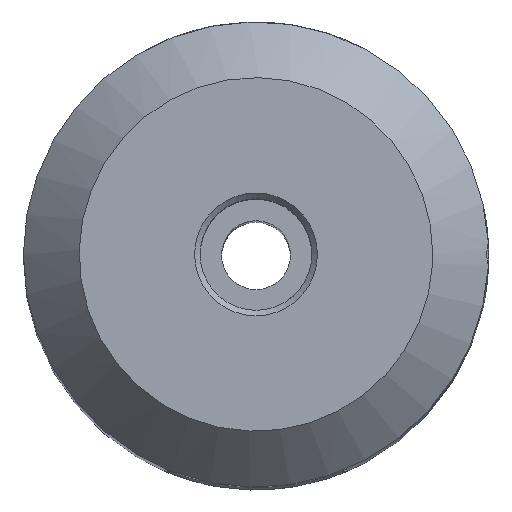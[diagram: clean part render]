
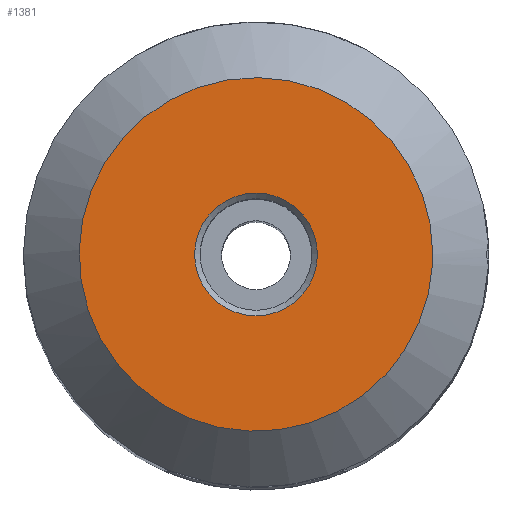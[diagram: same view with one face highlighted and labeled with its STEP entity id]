
A CAD part, top view. The second image highlights one B-rep face of the part: STEP entity #1381.
In plain terms, the highlighted planar face has unit normal (0, 0, 1).
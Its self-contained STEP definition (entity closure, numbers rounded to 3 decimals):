
#31 = AXIS2_PLACEMENT_3D ( 'NONE', #151, #894, #351 ) ;
#58 = EDGE_LOOP ( 'NONE', ( #1278 ) ) ;
#118 = DIRECTION ( 'NONE',  ( 0., 0., 1. ) ) ;
#151 = CARTESIAN_POINT ( 'NONE',  ( 0., 0., 95. ) ) ;
#288 = EDGE_CURVE ( 'NONE', #703, #703, #680, .T. ) ;
#351 = DIRECTION ( 'NONE',  ( 1., 0., 0. ) ) ;
#369 = CARTESIAN_POINT ( 'NONE',  ( 0., 0., 95. ) ) ;
#587 = CARTESIAN_POINT ( 'NONE',  ( 0., 0., 95. ) ) ;
#618 = CIRCLE ( 'NONE', #31, 3.3 ) ;
#680 = CIRCLE ( 'NONE', #886, 9.5 ) ;
#690 = PLANE ( 'NONE',  #1370 ) ;
#703 = VERTEX_POINT ( 'NONE', #830 ) ;
#830 = CARTESIAN_POINT ( 'NONE',  ( 9.5, 0., 95. ) ) ;
#856 = ORIENTED_EDGE ( 'NONE', *, *, #288, .T. ) ;
#873 = EDGE_CURVE ( 'NONE', #1268, #1268, #618, .T. ) ;
#876 = DIRECTION ( 'NONE',  ( 1., 0., 0. ) ) ;
#886 = AXIS2_PLACEMENT_3D ( 'NONE', #369, #118, #876 ) ;
#894 = DIRECTION ( 'NONE',  ( 0., 0., -1. ) ) ;
#906 = FACE_BOUND ( 'NONE', #58, .T. ) ;
#1026 = DIRECTION ( 'NONE',  ( 0., 0., 1. ) ) ;
#1041 = CARTESIAN_POINT ( 'NONE',  ( 3.3, 0., 95. ) ) ;
#1095 = EDGE_LOOP ( 'NONE', ( #856 ) ) ;
#1235 = FACE_OUTER_BOUND ( 'NONE', #1095, .T. ) ;
#1268 = VERTEX_POINT ( 'NONE', #1041 ) ;
#1278 = ORIENTED_EDGE ( 'NONE', *, *, #873, .T. ) ;
#1360 = DIRECTION ( 'NONE',  ( 1., 0., 0. ) ) ;
#1370 = AXIS2_PLACEMENT_3D ( 'NONE', #587, #1026, #1360 ) ;
#1381 = ADVANCED_FACE ( 'NONE', ( #906, #1235 ), #690, .T. ) ;
